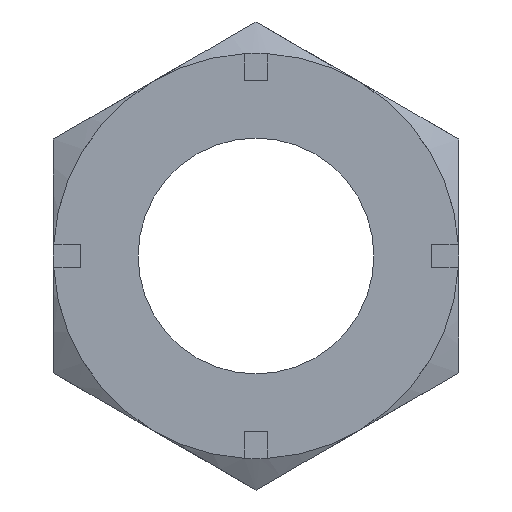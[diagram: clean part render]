
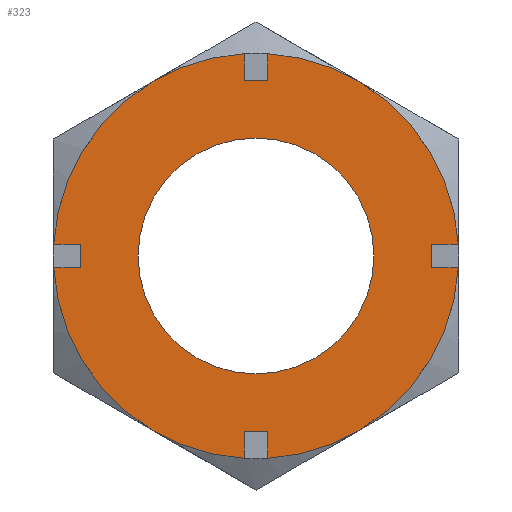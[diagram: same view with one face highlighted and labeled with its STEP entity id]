
A CAD part, left-side view. The second image highlights one B-rep face of the part: STEP entity #323.
In plain terms, the highlighted planar face has unit normal (-1, 0, 0).
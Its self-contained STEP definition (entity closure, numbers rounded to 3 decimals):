
#245=EDGE_CURVE('',#299,#301,#668,.T.);
#247=EDGE_CURVE('',#301,#299,#670,.T.);
#255=EDGE_CURVE('',#567,#387,#679,.T.);
#263=EDGE_CURVE('',#343,#523,#689,.T.);
#265=EDGE_CURVE('',#477,#309,#691,.T.);
#273=EDGE_CURVE('',#409,#449,#699,.T.);
#285=EDGE_CURVE('',#297,#309,#712,.T.);
#297=VERTEX_POINT('',#728);
#299=VERTEX_POINT('',#730);
#301=VERTEX_POINT('',#732);
#309=VERTEX_POINT('',#742);
#311=EDGE_CURVE('',#333,#297,#744,.T.);
#323=ADVANCED_FACE('',(#756,#757),#758,.T.);
#333=VERTEX_POINT('',#772);
#339=EDGE_CURVE('',#403,#375,#778,.T.);
#343=VERTEX_POINT('',#782);
#365=EDGE_CURVE('',#375,#387,#805,.T.);
#367=EDGE_CURVE('',#343,#333,#807,.T.);
#375=VERTEX_POINT('',#816);
#387=VERTEX_POINT('',#828);
#393=EDGE_CURVE('',#409,#403,#834,.T.);
#403=VERTEX_POINT('',#845);
#409=VERTEX_POINT('',#851);
#413=EDGE_CURVE('',#461,#433,#855,.T.);
#425=EDGE_CURVE('',#433,#449,#867,.T.);
#433=VERTEX_POINT('',#877);
#449=VERTEX_POINT('',#897);
#459=EDGE_CURVE('',#477,#461,#907,.T.);
#461=VERTEX_POINT('',#909);
#477=VERTEX_POINT('',#927);
#485=EDGE_CURVE('',#541,#513,#936,.T.);
#513=VERTEX_POINT('',#966);
#523=VERTEX_POINT('',#977);
#527=EDGE_CURVE('',#513,#523,#981,.T.);
#537=EDGE_CURVE('',#567,#541,#994,.T.);
#541=VERTEX_POINT('',#998);
#567=VERTEX_POINT('',#1026);
#668=CIRCLE('',#1142,16.0);
#670=CIRCLE('',#1145,16.0);
#679=CIRCLE('',#1157,27.5);
#689=CIRCLE('',#1169,27.5);
#691=CIRCLE('',#1172,27.5);
#699=CIRCLE('',#1184,27.5);
#712=LINE('',#1203,#1204);
#728=CARTESIAN_POINT('',(-38.0,23.8,-1.6));
#730=CARTESIAN_POINT('',(-38.,16.,0.));
#732=CARTESIAN_POINT('',(-38.,-16.,0.));
#742=CARTESIAN_POINT('',(-38.,27.453,-1.6));
#744=LINE('',#1249,#1250);
#756=FACE_BOUND('',#1302,.T.);
#757=FACE_OUTER_BOUND('',#1303,.T.);
#758=PLANE('',#1304);
#772=CARTESIAN_POINT('',(-38.0,23.8,1.6));
#778=LINE('',#1327,#1328);
#782=CARTESIAN_POINT('',(-38.,27.453,1.6));
#805=LINE('',#1373,#1374);
#807=LINE('',#1377,#1378);
#816=CARTESIAN_POINT('',(-38.0,-23.8,1.6));
#828=CARTESIAN_POINT('',(-38.,-27.453,1.6));
#834=LINE('',#1426,#1427);
#845=CARTESIAN_POINT('',(-38.0,-23.8,-1.6));
#851=CARTESIAN_POINT('',(-38.,-27.453,-1.6));
#855=LINE('',#1465,#1466);
#867=LINE('',#1494,#1495);
#877=CARTESIAN_POINT('',(-38.0,-1.6,-23.8));
#897=CARTESIAN_POINT('',(-38.,-1.6,-27.453));
#907=LINE('',#1572,#1573);
#909=CARTESIAN_POINT('',(-38.0,1.6,-23.8));
#927=CARTESIAN_POINT('',(-38.,1.6,-27.453));
#936=LINE('',#1607,#1608);
#966=CARTESIAN_POINT('',(-38.0,1.6,23.8));
#977=CARTESIAN_POINT('',(-38.,1.6,27.453));
#981=LINE('',#1695,#1696);
#994=LINE('',#1711,#1712);
#998=CARTESIAN_POINT('',(-38.0,-1.6,23.8));
#1026=CARTESIAN_POINT('',(-38.,-1.6,27.453));
#1142=AXIS2_PLACEMENT_3D('',#1943,#1944,#1945);
#1145=AXIS2_PLACEMENT_3D('',#1946,#1947,#1948);
#1157=AXIS2_PLACEMENT_3D('',#1962,#1963,#1964);
#1169=AXIS2_PLACEMENT_3D('',#1984,#1985,#1986);
#1172=AXIS2_PLACEMENT_3D('',#1987,#1988,#1989);
#1184=AXIS2_PLACEMENT_3D('',#1994,#1995,#1996);
#1203=CARTESIAN_POINT('',(-38.,24.625,-1.6));
#1204=VECTOR('',#2011,1.0);
#1249=CARTESIAN_POINT('',(-38.,23.8,-0.8));
#1250=VECTOR('',#2058,1.0);
#1302=EDGE_LOOP('',(#2060,#2061));
#1303=EDGE_LOOP('',(#2062,#2063,#2064,#2065,#2066,#2067,#2068,#2069,#2070,#2071,#2072,#2073,#2074,#2075,#2076,#2077));
#1304=AXIS2_PLACEMENT_3D('',#2078,#2079,#2080);
#1327=CARTESIAN_POINT('',(-38.,-23.8,0.8));
#1328=VECTOR('',#2115,1.0);
#1373=CARTESIAN_POINT('',(-38.,-2.875,1.6));
#1374=VECTOR('',#2131,1.0);
#1377=CARTESIAN_POINT('',(-38.,22.775,1.6));
#1378=VECTOR('',#2132,1.0);
#1426=CARTESIAN_POINT('',(-38.,-1.025,-1.6));
#1427=VECTOR('',#2151,1.0);
#1465=CARTESIAN_POINT('',(-38.,10.075,-23.8));
#1466=VECTOR('',#2163,1.0);
#1494=CARTESIAN_POINT('',(-38.,-1.6,-13.75));
#1495=VECTOR('',#2169,1.0);
#1572=CARTESIAN_POINT('',(-38.,1.6,-11.9));
#1573=VECTOR('',#2225,1.0);
#1607=CARTESIAN_POINT('',(-38.,11.675,23.8));
#1608=VECTOR('',#2252,1.0);
#1695=CARTESIAN_POINT('',(-38.,1.6,13.75));
#1696=VECTOR('',#2289,1.0);
#1711=CARTESIAN_POINT('',(-38.,-1.6,11.9));
#1712=VECTOR('',#2319,1.0);
#1943=CARTESIAN_POINT('',(-38.,0.,0.));
#1944=DIRECTION('',(1.0,0.0,-0.0));
#1945=DIRECTION('',(0.0,1.0,0.));
#1946=CARTESIAN_POINT('',(-38.,0.,0.));
#1947=DIRECTION('',(1.0,0.0,-0.0));
#1948=DIRECTION('',(0.0,1.0,0.));
#1962=CARTESIAN_POINT('',(-38.,0.,0.));
#1963=DIRECTION('',(1.0,0.0,-0.0));
#1964=DIRECTION('',(0.0,1.0,0.));
#1984=CARTESIAN_POINT('',(-38.,0.,0.));
#1985=DIRECTION('',(1.0,0.0,-0.0));
#1986=DIRECTION('',(0.0,1.0,0.));
#1987=CARTESIAN_POINT('',(-38.,0.,0.));
#1988=DIRECTION('',(1.0,0.0,-0.0));
#1989=DIRECTION('',(0.0,1.0,0.));
#1994=CARTESIAN_POINT('',(-38.,0.,0.));
#1995=DIRECTION('',(1.0,0.0,-0.0));
#1996=DIRECTION('',(0.0,1.0,0.));
#2011=DIRECTION('',(0.0,1.0,0.0));
#2058=DIRECTION('',(0.0,0.0,-1.0));
#2060=ORIENTED_EDGE('',*,*,#245,.T.);
#2061=ORIENTED_EDGE('',*,*,#247,.T.);
#2062=ORIENTED_EDGE('',*,*,#537,.T.);
#2063=ORIENTED_EDGE('',*,*,#485,.T.);
#2064=ORIENTED_EDGE('',*,*,#527,.T.);
#2065=ORIENTED_EDGE('',*,*,#263,.F.);
#2066=ORIENTED_EDGE('',*,*,#367,.T.);
#2067=ORIENTED_EDGE('',*,*,#311,.T.);
#2068=ORIENTED_EDGE('',*,*,#285,.T.);
#2069=ORIENTED_EDGE('',*,*,#265,.F.);
#2070=ORIENTED_EDGE('',*,*,#459,.T.);
#2071=ORIENTED_EDGE('',*,*,#413,.T.);
#2072=ORIENTED_EDGE('',*,*,#425,.T.);
#2073=ORIENTED_EDGE('',*,*,#273,.F.);
#2074=ORIENTED_EDGE('',*,*,#393,.T.);
#2075=ORIENTED_EDGE('',*,*,#339,.T.);
#2076=ORIENTED_EDGE('',*,*,#365,.T.);
#2077=ORIENTED_EDGE('',*,*,#255,.F.);
#2078=CARTESIAN_POINT('',(-38.,21.75,0.));
#2079=DIRECTION('',(-1.0,0.0,0.0));
#2080=DIRECTION('',(0.0,-1.0,0.));
#2115=DIRECTION('',(0.0,0.0,1.0));
#2131=DIRECTION('',(0.0,-1.0,0.0));
#2132=DIRECTION('',(0.0,-1.0,0.0));
#2151=DIRECTION('',(0.0,1.0,0.0));
#2163=DIRECTION('',(0.0,-1.0,0.0));
#2169=DIRECTION('',(0.0,0.0,-1.0));
#2225=DIRECTION('',(0.0,0.0,1.0));
#2252=DIRECTION('',(0.0,1.0,0.0));
#2289=DIRECTION('',(0.0,0.0,1.0));
#2319=DIRECTION('',(0.0,0.0,-1.0));
